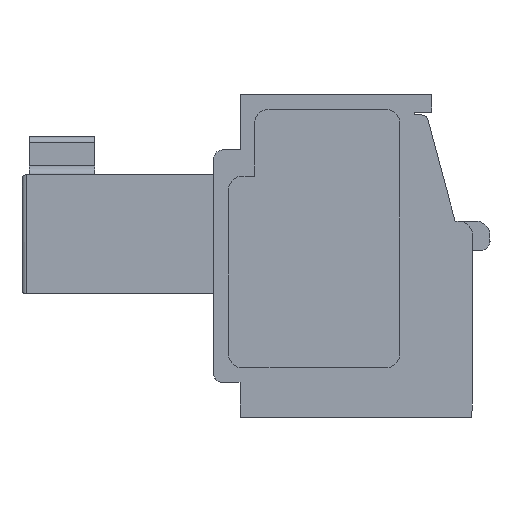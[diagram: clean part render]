
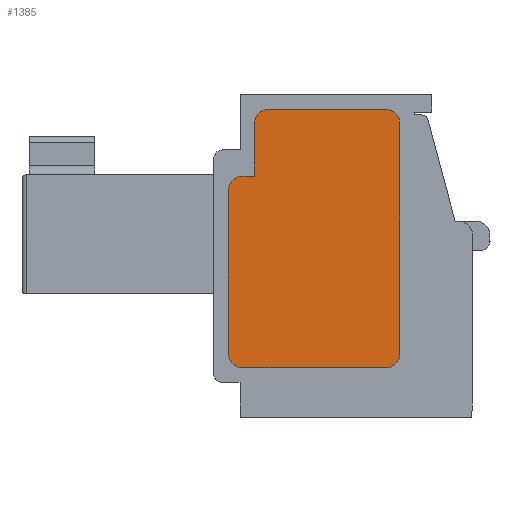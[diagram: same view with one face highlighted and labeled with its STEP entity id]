
A CAD part, left-side view. The second image highlights one B-rep face of the part: STEP entity #1385.
In plain terms, the highlighted planar face has unit normal (-1, 0, 0).
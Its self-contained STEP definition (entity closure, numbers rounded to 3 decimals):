
#1385=ADVANCED_FACE('',(#3783),#3784,.T.);
#3783=FACE_OUTER_BOUND('',#6195,.T.);
#3784=PLANE('',#6196);
#6195=EDGE_LOOP('',(#15581,#15582,#15583,#15584,#15585,#15586,#15587,#15588,#15589,#15590,#15591));
#6196=AXIS2_PLACEMENT_3D('',#15592,#15593,#15594);
#15581=ORIENTED_EDGE('',*,*,#18775,.T.);
#15582=ORIENTED_EDGE('',*,*,#18785,.T.);
#15583=ORIENTED_EDGE('',*,*,#18784,.T.);
#15584=ORIENTED_EDGE('',*,*,#18783,.T.);
#15585=ORIENTED_EDGE('',*,*,#18782,.T.);
#15586=ORIENTED_EDGE('',*,*,#18781,.T.);
#15587=ORIENTED_EDGE('',*,*,#18780,.T.);
#15588=ORIENTED_EDGE('',*,*,#18779,.T.);
#15589=ORIENTED_EDGE('',*,*,#18778,.T.);
#15590=ORIENTED_EDGE('',*,*,#18777,.T.);
#15591=ORIENTED_EDGE('',*,*,#18776,.T.);
#15592=CARTESIAN_POINT('',(0.,2.331,1.605));
#15593=DIRECTION('',(-1.0,0.,0.));
#15594=DIRECTION('',(0.,0.0,1.0));
#18775=EDGE_CURVE('',#23765,#23766,#23767,.T.);
#18776=EDGE_CURVE('',#23768,#23765,#23769,.T.);
#18777=EDGE_CURVE('',#23770,#23768,#23771,.T.);
#18778=EDGE_CURVE('',#23772,#23770,#23773,.T.);
#18779=EDGE_CURVE('',#23774,#23772,#23775,.T.);
#18780=EDGE_CURVE('',#23776,#23774,#23777,.T.);
#18781=EDGE_CURVE('',#23778,#23776,#23779,.T.);
#18782=EDGE_CURVE('',#23780,#23778,#23781,.T.);
#18783=EDGE_CURVE('',#23782,#23780,#23783,.T.);
#18784=EDGE_CURVE('',#23784,#23782,#23785,.T.);
#18785=EDGE_CURVE('',#23766,#23784,#23786,.T.);
#23765=VERTEX_POINT('',#34766);
#23766=VERTEX_POINT('',#34767);
#23767=CIRCLE('',#34768,0.5);
#23768=VERTEX_POINT('',#34769);
#23769=LINE('',#34770,#34771);
#23770=VERTEX_POINT('',#34772);
#23771=CIRCLE('',#34773,0.5);
#23772=VERTEX_POINT('',#34774);
#23773=LINE('',#34775,#34776);
#23774=VERTEX_POINT('',#34777);
#23775=CIRCLE('',#34778,0.5);
#23776=VERTEX_POINT('',#34779);
#23777=LINE('',#34780,#34781);
#23778=VERTEX_POINT('',#34782);
#23779=LINE('',#34783,#34784);
#23780=VERTEX_POINT('',#34785);
#23781=CIRCLE('',#34786,0.5);
#23782=VERTEX_POINT('',#34787);
#23783=LINE('',#34788,#34789);
#23784=VERTEX_POINT('',#34790);
#23785=CIRCLE('',#34791,0.5);
#23786=LINE('',#34792,#34793);
#34766=CARTESIAN_POINT('',(0.,2.97,1.7));
#34767=CARTESIAN_POINT('',(0.,2.47,2.2));
#34768=AXIS2_PLACEMENT_3D('',#39416,#39417,#39418);
#34769=CARTESIAN_POINT('',(0.,7.87,1.7));
#34770=CARTESIAN_POINT('',(0.,-34.184,1.7));
#34771=VECTOR('',#39419,1.0);
#34772=CARTESIAN_POINT('',(0.,8.37,2.2));
#34773=AXIS2_PLACEMENT_3D('',#39420,#39421,#39422);
#34774=CARTESIAN_POINT('',(0.,8.37,7.8));
#34775=CARTESIAN_POINT('',(0.,8.37,-65.844));
#34776=VECTOR('',#39423,1.0);
#34777=CARTESIAN_POINT('',(0.,7.87,8.3));
#34778=AXIS2_PLACEMENT_3D('',#39424,#39425,#39426);
#34779=CARTESIAN_POINT('',(0.,7.47,8.3));
#34780=CARTESIAN_POINT('',(0.,-34.184,8.3));
#34781=VECTOR('',#39427,1.0);
#34782=CARTESIAN_POINT('',(0.,7.47,10.1));
#34783=CARTESIAN_POINT('',(0.,7.47,-65.844));
#34784=VECTOR('',#39428,1.0);
#34785=CARTESIAN_POINT('',(0.,6.97,10.6));
#34786=AXIS2_PLACEMENT_3D('',#39429,#39430,#39431);
#34787=CARTESIAN_POINT('',(0.,2.97,10.6));
#34788=CARTESIAN_POINT('',(0.,-34.184,10.6));
#34789=VECTOR('',#39432,1.0);
#34790=CARTESIAN_POINT('',(0.,2.47,10.1));
#34791=AXIS2_PLACEMENT_3D('',#39433,#39434,#39435);
#34792=CARTESIAN_POINT('',(0.,2.47,-65.844));
#34793=VECTOR('',#39436,1.0);
#39416=CARTESIAN_POINT('',(0.,2.97,2.2));
#39417=DIRECTION('',(-1.0,0.,0.));
#39418=DIRECTION('',(0.,-1.0,0.));
#39419=DIRECTION('',(0.,-1.0,0.));
#39420=CARTESIAN_POINT('',(0.,7.87,2.2));
#39421=DIRECTION('',(-1.0,0.,0.));
#39422=DIRECTION('',(0.,-1.0,0.));
#39423=DIRECTION('',(0.,0.,-1.0));
#39424=CARTESIAN_POINT('',(0.,7.87,7.8));
#39425=DIRECTION('',(-1.0,0.,0.));
#39426=DIRECTION('',(0.,-1.0,0.));
#39427=DIRECTION('',(0.,1.0,0.));
#39428=DIRECTION('',(0.,0.,-1.0));
#39429=CARTESIAN_POINT('',(0.,6.97,10.1));
#39430=DIRECTION('',(-1.0,0.,0.));
#39431=DIRECTION('',(0.,-1.0,0.));
#39432=DIRECTION('',(0.,1.0,0.));
#39433=CARTESIAN_POINT('',(0.,2.97,10.1));
#39434=DIRECTION('',(-1.0,0.,0.));
#39435=DIRECTION('',(0.,-1.0,0.));
#39436=DIRECTION('',(0.,0.,1.0));
